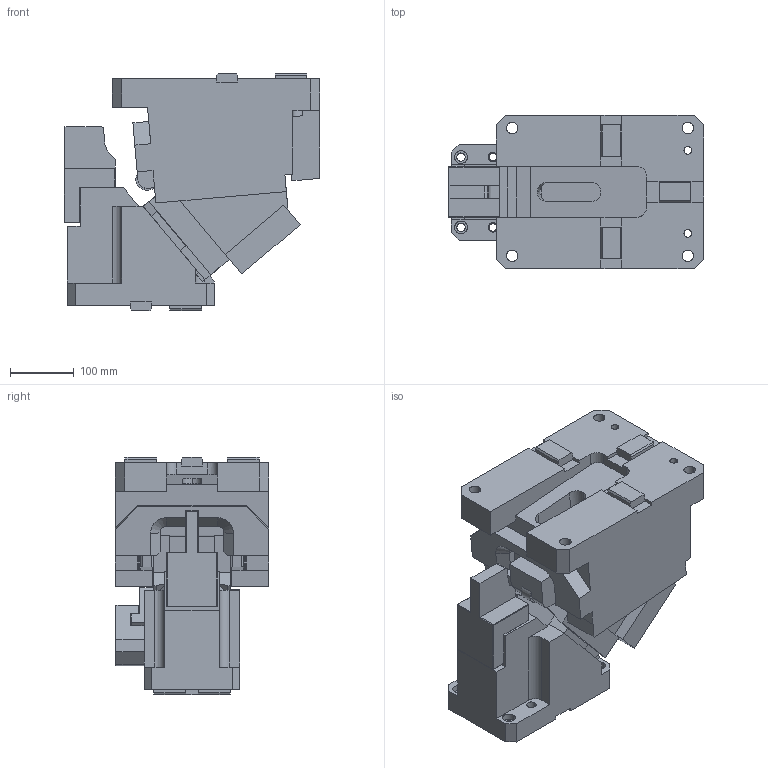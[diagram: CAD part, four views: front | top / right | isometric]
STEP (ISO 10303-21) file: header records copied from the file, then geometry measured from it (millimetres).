
FILE_DESCRIPTION(('CATIA V5 STEP Exchange'),'2;1');
FILE_NAME('CACG_150_50.stp','2015-04-22T08:33:15+00:00',('none'),('none'),'CATIA Version 5 Release 19 SP 2 (IN-10)','CATIA V5 STEP AP203','none');
FILE_SCHEMA(('CONFIG_CONTROL_DESIGN'));
Length unit declared in the file: millimetre
Products named in the file (1): CACG_150_50
Bounding box: 400 x 240 x 372 mm (x, y, z)
Volume: 16860079.6 mm3; surface area: 956078.7 mm2
Topology: 3 solids, 9 shells, 484 faces, 1319 edges, 860 vertices
Faces by surface type: plane 341, cylinder 141, cone 2
Entity records: 17539 total; most frequent: CARTESIAN_POINT 6030, ORIENTED_EDGE 2638, DIRECTION 1883, EDGE_CURVE 1319, VECTOR 1061, LINE 1061, VERTEX_POINT 860, EDGE_LOOP 529
